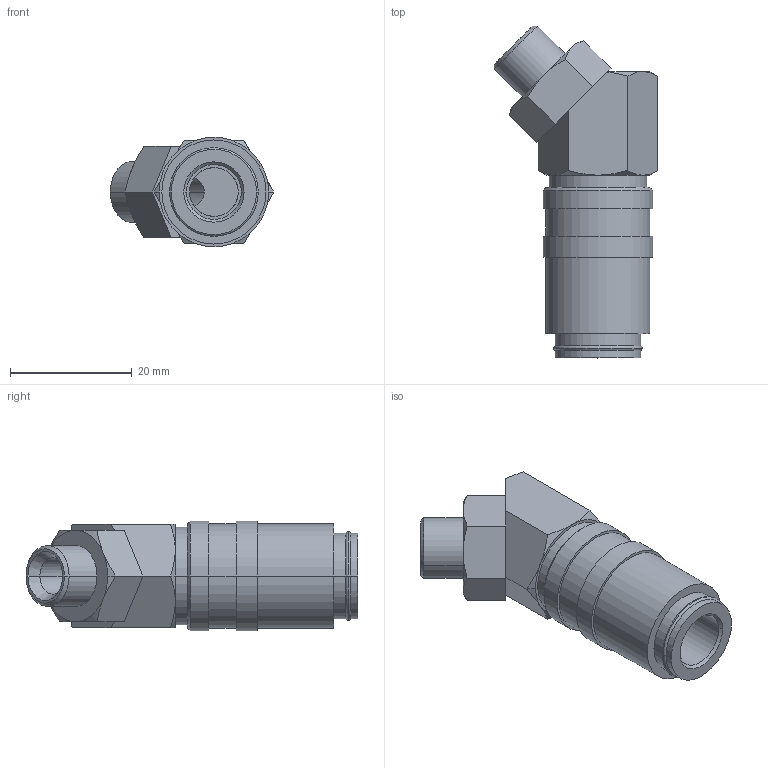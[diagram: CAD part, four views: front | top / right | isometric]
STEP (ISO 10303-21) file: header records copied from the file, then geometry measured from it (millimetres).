
FILE_DESCRIPTION(('STEP AP214'),'1');
FILE_NAME('eshm_101_a-45ab.stp','2020-04-22T06:05:59',('TraceParts'),('TraceParts S.A.'),'Spatial InterOp 3D',' ',' ');
FILE_SCHEMA(('automotive_design'));
Length unit declared in the file: millimetre
Products named in the file (1): 1
Bounding box: 26.83 x 54.5 x 18 mm (x, y, z)
Volume: 9346.9 mm3; surface area: 5010.9 mm2
Topology: 1 solids, 1 shells, 82 faces, 182 edges, 110 vertices
Faces by surface type: cone 28, plane 28, cylinder 22, torus 4
Entity records: 3050 total; most frequent: CARTESIAN_POINT 597, DIRECTION 392, ORIENTED_EDGE 364, EDGE_CURVE 182, AXIS2_PLACEMENT_3D 161, VERTEX_POINT 110, EDGE_LOOP 92, STYLED_ITEM 82
